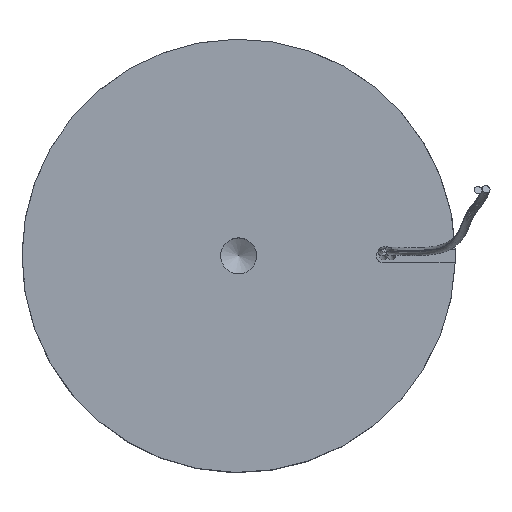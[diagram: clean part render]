
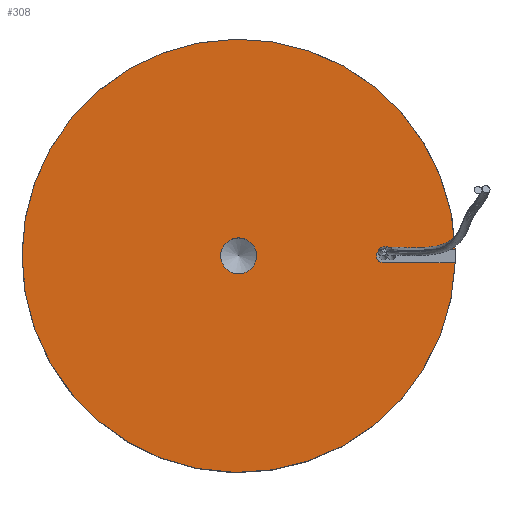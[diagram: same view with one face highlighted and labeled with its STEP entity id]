
A CAD part, top view. The second image highlights one B-rep face of the part: STEP entity #308.
In plain terms, the highlighted planar face has unit normal (0, 0, 1).
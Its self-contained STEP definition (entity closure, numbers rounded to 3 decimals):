
#22=FACE_BOUND($,#131,.T.);
#23=FACE_BOUND($,#132,.T.);
#44=PLANE($,#348);
#51=CIRCLE($,#331,3.324);
#58=CIRCLE($,#343,1.25);
#60=CIRCLE($,#349,40.);
#69=LINE($,#1366,#78);
#73=LINE($,#1373,#82);
#78=VECTOR($,#420,13.28);
#82=VECTOR($,#426,13.28);
#131=EDGE_LOOP($,(#267));
#132=EDGE_LOOP($,(#268,#269,#270,#271));
#159=VERTEX_POINT($,#1337);
#167=VERTEX_POINT($,#1357);
#168=VERTEX_POINT($,#1359);
#170=VERTEX_POINT($,#1365);
#172=VERTEX_POINT($,#1371);
#190=EDGE_CURVE($,#159,#159,#51,.T.);
#198=EDGE_CURVE($,#168,#167,#58,.T.);
#201=EDGE_CURVE($,#170,#168,#69,.T.);
#205=EDGE_CURVE($,#167,#172,#73,.T.);
#207=EDGE_CURVE($,#170,#172,#60,.T.);
#267=ORIENTED_EDGE($,*,*,#190,.T.);
#268=ORIENTED_EDGE($,*,*,#201,.T.);
#269=ORIENTED_EDGE($,*,*,#198,.T.);
#270=ORIENTED_EDGE($,*,*,#205,.T.);
#271=ORIENTED_EDGE($,*,*,#207,.F.);
#308=ADVANCED_FACE($,(#22,#23),#44,.F.);
#331=AXIS2_PLACEMENT_3D($,#1338,#389,#390);
#343=AXIS2_PLACEMENT_3D($,#1360,#414,#415);
#348=AXIS2_PLACEMENT_3D($,#1376,#431,#432);
#349=AXIS2_PLACEMENT_3D($,#1377,#433,#434);
#389=DIRECTION('center_axis',(0.,0.,-1.));
#390=DIRECTION('ref_axis',(1.,0.,0.));
#414=DIRECTION('center_axis',(0.,0.,-1.));
#415=DIRECTION('ref_axis',(0.,1.,0.));
#420=DIRECTION($,(-1.,0.,0.));
#426=DIRECTION($,(1.,0.,0.));
#431=DIRECTION('center_axis',(0.,0.,-1.));
#432=DIRECTION('ref_axis',(-1.,0.,0.));
#433=DIRECTION('center_axis',(0.,0.,-1.));
#434=DIRECTION('ref_axis',(-1.,0.,0.));
#1337=CARTESIAN_POINT('',(3.324,0.,38.));
#1338=CARTESIAN_POINT('Origin',(0.,0.,
38.));
#1357=CARTESIAN_POINT('',(26.7,1.25,38.));
#1359=CARTESIAN_POINT('',(26.7,-1.25,38.));
#1360=CARTESIAN_POINT('Origin',(26.7,0.,38.));
#1365=CARTESIAN_POINT('',(39.98,-1.25,38.));
#1366=CARTESIAN_POINT($,(13.35,-1.25,38.));
#1371=CARTESIAN_POINT('',(39.98,1.25,38.));
#1373=CARTESIAN_POINT($,(19.99,1.25,38.));
#1376=CARTESIAN_POINT('Origin',(0.,0.,38.));
#1377=CARTESIAN_POINT('Origin',(0.,0.,38.));
